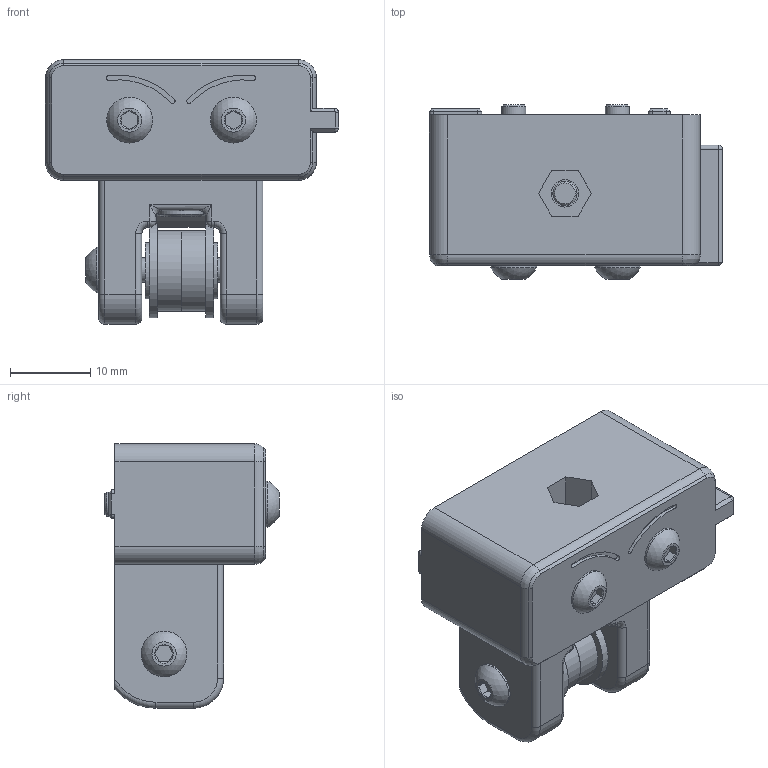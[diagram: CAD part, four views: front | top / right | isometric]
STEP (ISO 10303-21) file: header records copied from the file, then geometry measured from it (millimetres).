
FILE_DESCRIPTION(/* description */ (''),/* implementation_level */ '2;1');
FILE_NAME(/* name */ 'micron Z Idler.step',/* time_stamp */ '2021-05-06T22:23:34-07:00',/* author */ (''),/* organization */ (''),/* preprocessor_version */ 'ST-DEVELOPER v18.1',/* originating_system */ 'Autodesk Translation Framework v10.6.0.1341',/* authorisation */ '');
FILE_SCHEMA (('AUTOMOTIVE_DESIGN { 1 0 10303 214 3 1 1 }'));
Length unit declared in the file: millimetre
Products named in the file (9): Z Idler; Z Tensioner (1); f623_stack; f623-rs (1)(Mirror)(Mirror) (1); M3 washer-1 (1)(Mirror)(Mirror) (1); Hardware; M3x25 BHCS ; M3 Hexnut; M3x12 SHCS
Assembly tree (12 placements, depth 3):
  Z Idler
    Z Tensioner (1)
    f623_stack
      f623-rs (1)(Mirror)(Mirror) (1)  x2
      M3 washer-1 (1)(Mirror)(Mirror) (1)  x2
    Hardware
      M3x25 BHCS   x3
      M3 Hexnut
      M3x12 SHCS
Bounding box: 36.42 x 21.65 x 32.88 mm (x, y, z)
Volume: 11372.5 mm3; surface area: 8019.1 mm2
Topology: 13 solids, 13 shells, 398 faces, 888 edges, 515 vertices
Faces by surface type: plane 146, cylinder 130, cone 52, bspline 31, torus 28, sphere 11
Full cylindrical faces by diameter (mm): 3 x8, 3.2 x2, 3.4 x5, 5.5 x1, 5.7 x3, 6.06 x4, 6.2 x1, 6.94 x4, 7 x2, 10 x2, 11.7 x2
Entity records: 11105 total; most frequent: CARTESIAN_POINT 3190, DIRECTION 1668, ORIENTED_EDGE 1556, EDGE_CURVE 778, AXIS2_PLACEMENT_3D 646, VERTEX_POINT 461, LINE 376, VECTOR 376
